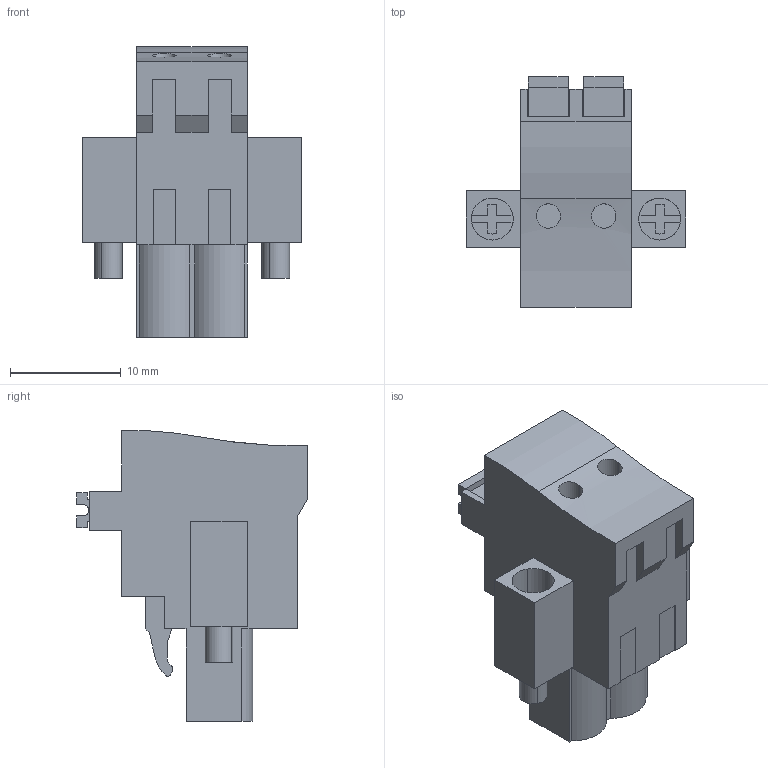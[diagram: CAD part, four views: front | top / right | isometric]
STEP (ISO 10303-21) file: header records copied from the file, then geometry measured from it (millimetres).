
FILE_DESCRIPTION(('CATIA V5 STEP Exchange','CAx-IF Rec.Pracs.--- Model Styling and Organization---1.2---2011-12-15'),'2;1');
FILE_NAME ('D1461100_0_1980640000_1980640000.stp','2017-09-23T15:24:00+00:00',('none'),('Weidmueller'),'CATIA Version 5-6 Release 2014','CATIA V5 STEP AP214','none');
FILE_SCHEMA(('AUTOMOTIVE_DESIGN { 1 0 10303 214 1 1 1 1 }'));
Length unit declared in the file: millimetre
Products named in the file (1): 1980640000
Bounding box: 19.8 x 20.79 x 26.24 mm (x, y, z)
Volume: 3494.1 mm3; surface area: 2595.2 mm2
Topology: 5 solids, 5 shells, 209 faces, 561 edges, 376 vertices
Faces by surface type: plane 157, cylinder 44, extrusion 8
Entity records: 6344 total; most frequent: CARTESIAN_POINT 1284, ORIENTED_EDGE 1122, DIRECTION 853, EDGE_CURVE 561, VECTOR 451, LINE 443, VERTEX_POINT 376, AXIS2_PLACEMENT_3D 249
